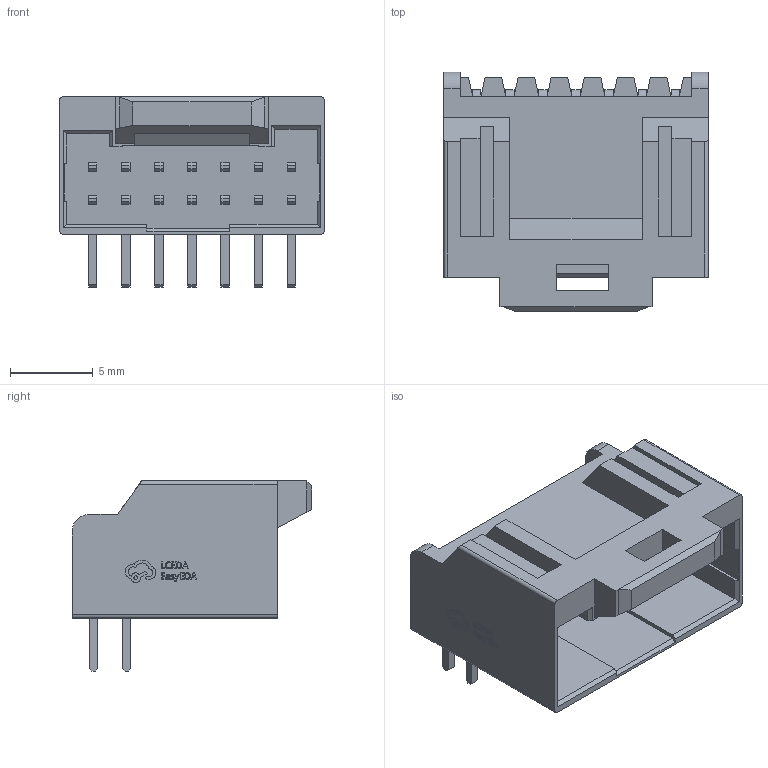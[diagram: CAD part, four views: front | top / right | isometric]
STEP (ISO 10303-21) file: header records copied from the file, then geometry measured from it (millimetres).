
FILE_DESCRIPTION (( 'STEP AP214' ), '1' );
FILE_NAME ('CONN-TH_5018761440.step', '2022-08-03T17:19:41', ( '' ), ( '' ), 'SwSTEP 2.0', 'SolidWorks 2020', '' );
FILE_SCHEMA (( 'AUTOMOTIVE_DESIGN' ));
Length unit declared in the file: millimetre
Products named in the file (1): CONN-TH_5018761440
Bounding box: 16 x 14.5 x 11.5 mm (x, y, z)
Volume: 676 mm3; surface area: 1587.6 mm2
Topology: 14 solids, 14 shells, 637 faces, 1798 edges, 1196 vertices
Faces by surface type: plane 503, bspline 114, cylinder 20
Entity records: 26828 total; most frequent: CARTESIAN_POINT 6000, ORIENTED_EDGE 3596, DIRECTION 2650, EDGE_CURVE 1798, LINE 1526, VECTOR 1526, VERTEX_POINT 1196, EDGE_LOOP 686
